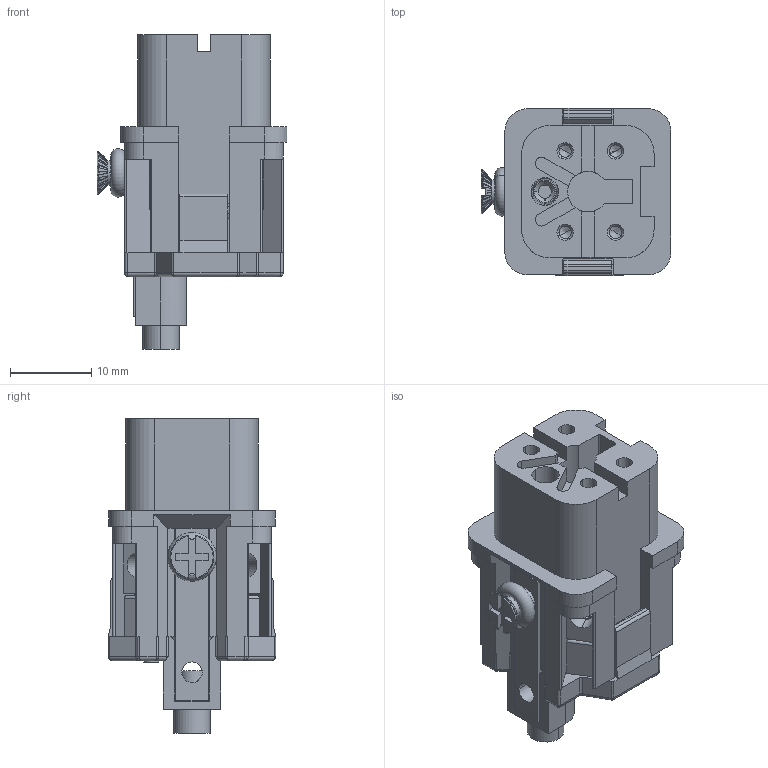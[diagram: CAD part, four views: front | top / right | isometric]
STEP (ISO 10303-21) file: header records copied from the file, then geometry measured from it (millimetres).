
FILE_DESCRIPTION((''),'2;1');
FILE_NAME('H4A-4_2','2019-10-21T',('zl.chen'),(''),'PRO/ENGINEER BY PARAMETRIC TECHNOLOGY CORPORATION, 2013430','PRO/ENGINEER BY PARAMETRIC TECHNOLOGY CORPORATION, 2013430','');
FILE_SCHEMA(('CONFIG_CONTROL_DESIGN','SHAPE_APPEARANCE_LAYERS_GROUPS'));
Products named in the file (1): H4A-4_2
Bounding box: 23.37 x 20.6 x 38.7 mm (x, y, z)
Volume: 6951.9 mm3; surface area: 9366.3 mm2
Topology: 5 solids, 7 shells, 1011 faces, 2864 edges, 1885 vertices
Faces by surface type: plane 430, cylinder 257, bspline 142, cone 92, extrusion 72, torus 18
Entity records: 46781 total; most frequent: CARTESIAN_POINT 22385, ORIENTED_EDGE 5692, DIRECTION 4048, EDGE_CURVE 2846, VERTEX_POINT 1885, VECTOR 1454, LINE 1382, AXIS2_PLACEMENT_3D 1297
